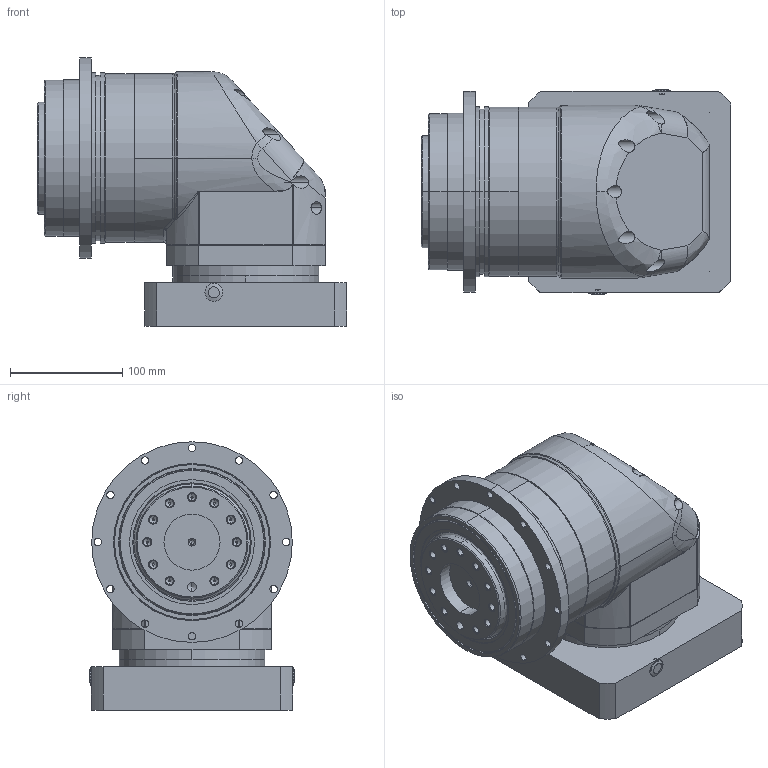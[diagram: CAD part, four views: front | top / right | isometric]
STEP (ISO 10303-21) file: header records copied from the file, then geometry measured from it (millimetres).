
FILE_DESCRIPTION (( 'STEP AP203' ), '1' );
FILE_NAME ('GPDR140-L1-(35-114.3-200-M12).STEP', '2024-07-10T08:02:41', ( '' ), ( '' ), 'SwSTEP 2.0', 'SolidWorks 2019', '' );
FILE_SCHEMA (( 'CONFIG_CONTROL_DESIGN' ));
Length unit declared in the file: millimetre
Products named in the file (1): GPDR140-L1-(35-114.3-200-M12)
Bounding box: 276 x 183 x 239.5 mm (x, y, z)
Volume: 4449425.4 mm3; surface area: 524141.6 mm2
Topology: 15 solids, 16 shells, 660 faces, 1602 edges, 982 vertices
Faces by surface type: cylinder 258, plane 170, cone 137, bspline 73, torus 22
Entity records: 24475 total; most frequent: CARTESIAN_POINT 9109, DIRECTION 3263, ORIENTED_EDGE 3132, EDGE_CURVE 1566, AXIS2_PLACEMENT_3D 1321, VERTEX_POINT 982, EDGE_LOOP 788, CIRCLE 733
